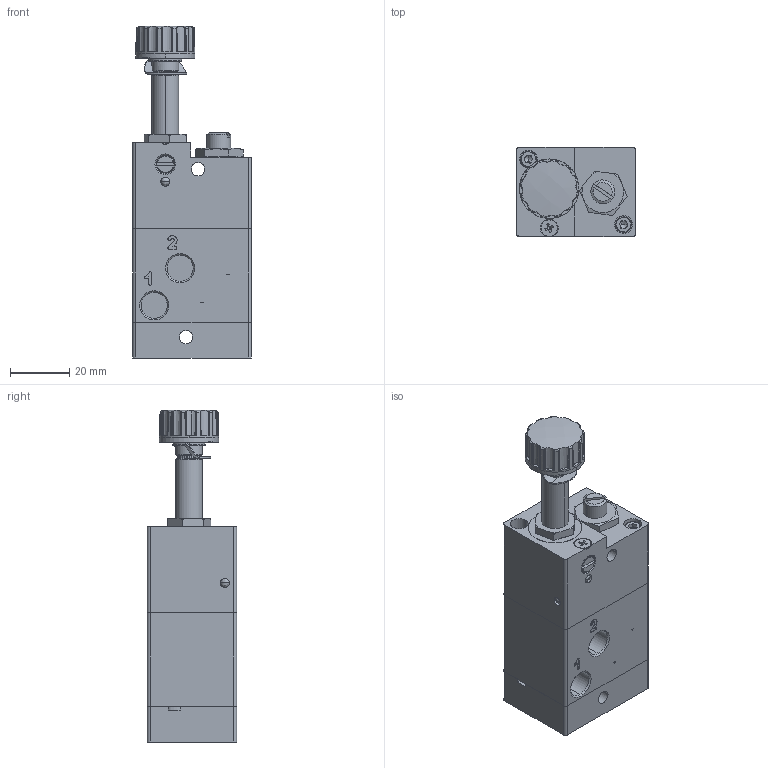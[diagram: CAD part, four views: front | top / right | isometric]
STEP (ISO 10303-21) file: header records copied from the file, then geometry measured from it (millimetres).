
FILE_DESCRIPTION (( 'STEP AP214' ), '1' );
FILE_NAME ('00_008_3.STEP', '2015-12-23T17:03:20', ( 'Utente' ), ( '' ), 'SwSTEP 2.0', 'SolidWorks 2016', '' );
FILE_SCHEMA (( 'AUTOMOTIVE_DESIGN' ));
Length unit declared in the file: millimetre
Products named in the file (1): 00_008_3
Bounding box: 40 x 30 x 111.7 mm (x, y, z)
Volume: 86212.9 mm3; surface area: 24386.4 mm2
Topology: 14 solids, 14 shells, 1286 faces, 3306 edges, 2041 vertices
Faces by surface type: cone 607, cylinder 347, plane 262, bspline 70
Entity records: 46405 total; most frequent: CARTESIAN_POINT 10241, DIRECTION 6901, ORIENTED_EDGE 6542, EDGE_CURVE 3271, AXIS2_PLACEMENT_3D 2794, VERTEX_POINT 2041, CIRCLE 1577, EDGE_LOOP 1324
